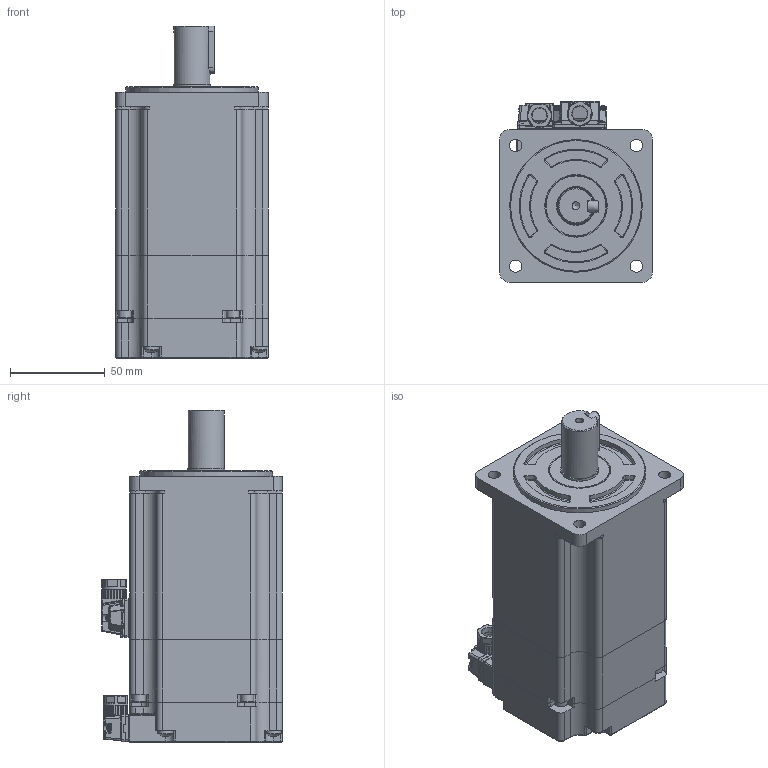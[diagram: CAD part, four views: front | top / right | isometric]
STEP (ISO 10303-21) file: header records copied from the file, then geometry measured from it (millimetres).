
FILE_DESCRIPTION (( 'STEP AP203' ), '1' );
FILE_NAME ('M80AIS140-48-C03230-B1-5-Z.STEP', '2025-03-14T01:34:23', ( '¼¼Êõ03' ), ( 'HP Inc.' ), 'SwSTEP 2.0', 'SolidWorks 2020', '' );
FILE_SCHEMA (( 'CONFIG_CONTROL_DESIGN' ));
Length unit declared in the file: millimetre
Products named in the file (1): M80AIS140-48-C03230-B1-5-Z
Bounding box: 80.5 x 95.5 x 175.2 mm (x, y, z)
Surface area: 145674.7 mm2 (no closed solid volume)
Topology: 0 solids, 86 shells, 2036 faces, 5926 edges, 3959 vertices
Faces by surface type: plane 889, cylinder 737, torus 195, bspline 85, cone 70, sphere 60
Full cylindrical faces by diameter (mm): 1 x9, 1.6 x9, 1.732 x8, 2 x8, 2.05 x4, 2.2 x8, 2.5 x3, 3.3 x15, 3.464 x4, 4 x24, 4.2 x9, 6.5 x4, 7 x4, 7.8 x1, 8 x5, 8.5 x2, 11.5 x1, 12 x1, 13 x2, 17 x1, 18 x1, 19 x1, 19.5 x2, 20 x3, 25 x2, 26 x1, 32 x3, 42 x1, 48 x1, 64 x1
Entity records: 68957 total; most frequent: CARTESIAN_POINT 17949, DIRECTION 11041, ORIENTED_EDGE 9396, EDGE_CURVE 5519, AXIS2_PLACEMENT_3D 4338, VERTEX_POINT 3847, EDGE_LOOP 2475, CIRCLE 2386
